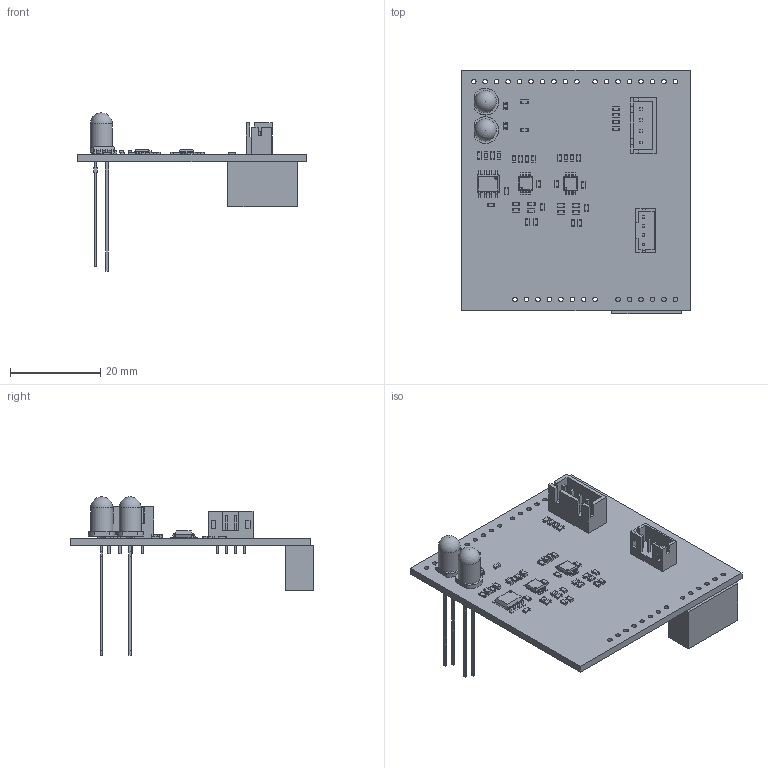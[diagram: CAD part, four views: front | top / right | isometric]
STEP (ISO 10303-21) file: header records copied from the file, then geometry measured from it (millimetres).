
FILE_DESCRIPTION(('Open CASCADE Model'),'2;1');
FILE_NAME('Open CASCADE Shape Model','2020-06-29T18:27:22',('Author'),( 'Open CASCADE'),'Open CASCADE STEP processor 6.8','Open CASCADE 6.8' ,'Unknown');
FILE_SCHEMA(('AUTOMOTIVE_DESIGN { 1 0 10303 214 1 1 1 1 }'));
Length unit declared in the file: millimetre
Products named in the file (70): PCB; Board; Open CASCADE STEP translator 6.8 3.1.1; C1; 0603_capacitor_1mm; User_Library-CAP_0603_CAP_0603_Lead_1; User_Library-CAP_0603_CAP_0603_Body_1; C2; 0603_Resistor_LP; User_Library-RES_0603L_RES_0603_Lead_1; User_Library-RES_0603L_RES_0603_Body_1; C3; C4; C5; C6; C7; C8; C9; C10; C11; C12; C13; C14; C15; C16; HEART_OUT; B4B-XH-A; LED1; 0603_LED_LTST-C190TBKT; User_Library-LTST-C190TBKT_Pad; User_Library-LTST-C190TBKT_Pad005; User_Library-LTST-C190TBKT_Pad001; User_Library-LTST-C190TBKT_Pad004; User_Library-LTST-C190TBKT_Pad003; User_Library-LTST-C190TBKT_Lens; LED2; HEART_IN; B4B-PH-K-S; R1; R2 ...
Assembly tree (109 placements, depth 4):
  PCB
    Board
      Open CASCADE STEP translator 6.8 3.1.1
    C1
      0603_capacitor_1mm
        User_Library-CAP_0603_CAP_0603_Lead_1  x2
        User_Library-CAP_0603_CAP_0603_Body_1
    C2
      0603_Resistor_LP
        User_Library-RES_0603L_RES_0603_Lead_1  x2
        User_Library-RES_0603L_RES_0603_Body_1
    C3
      0603_Resistor_LP
        User_Library-RES_0603L_RES_0603_Lead_1  x2
        User_Library-RES_0603L_RES_0603_Body_1
    C4
      0603_Resistor_LP
        User_Library-RES_0603L_RES_0603_Lead_1  x2
        User_Library-RES_0603L_RES_0603_Body_1
    C5
      0603_capacitor_1mm
        User_Library-CAP_0603_CAP_0603_Lead_1  x2
        User_Library-CAP_0603_CAP_0603_Body_1
    C6
      0603_Resistor_LP
        User_Library-RES_0603L_RES_0603_Lead_1  x2
        User_Library-RES_0603L_RES_0603_Body_1
    C7
      0603_capacitor_1mm
        User_Library-CAP_0603_CAP_0603_Lead_1  x2
        User_Library-CAP_0603_CAP_0603_Body_1
    C8
      0603_Resistor_LP
        User_Library-RES_0603L_RES_0603_Lead_1  x2
        User_Library-RES_0603L_RES_0603_Body_1
    C9
      0603_Resistor_LP
        User_Library-RES_0603L_RES_0603_Lead_1  x2
        User_Library-RES_0603L_RES_0603_Body_1
    C10
      0603_capacitor_1mm
        User_Library-CAP_0603_CAP_0603_Lead_1  x2
        User_Library-CAP_0603_CAP_0603_Body_1
    C11
      0603_Resistor_LP
        User_Library-RES_0603L_RES_0603_Lead_1  x2
        User_Library-RES_0603L_RES_0603_Body_1
    C12
      0603_capacitor_1mm
        User_Library-CAP_0603_CAP_0603_Lead_1  x2
        User_Library-CAP_0603_CAP_0603_Body_1
    C13
      0603_Resistor_LP
        User_Library-RES_0603L_RES_0603_Lead_1  x2
        User_Library-RES_0603L_RES_0603_Body_1
    C14
      0603_Resistor_LP
        User_Library-RES_0603L_RES_0603_Lead_1  x2
        User_Library-RES_0603L_RES_0603_Body_1
    C15
Bounding box: 50.77 x 53.97 x 35.1 mm (x, y, z)
Volume: 6104.6 mm3; surface area: 8528.8 mm2
Topology: 136 solids, 136 shells, 1777 faces, 4390 edges, 2912 vertices
Faces by surface type: plane 1605, cylinder 156, cone 10, sphere 6
Full cylindrical faces by diameter (mm): 0.762 x8, 1 x32, 1.067 x4, 4.9 x2
Entity records: 22294 total; most frequent: CARTESIAN_POINT 3122, DIRECTION 3051, ORIENTED_EDGE 2932, EDGE_CURVE 1466, LINE 1209, VECTOR 1209, VERTEX_POINT 972, AXIS2_PLACEMENT_3D 921
